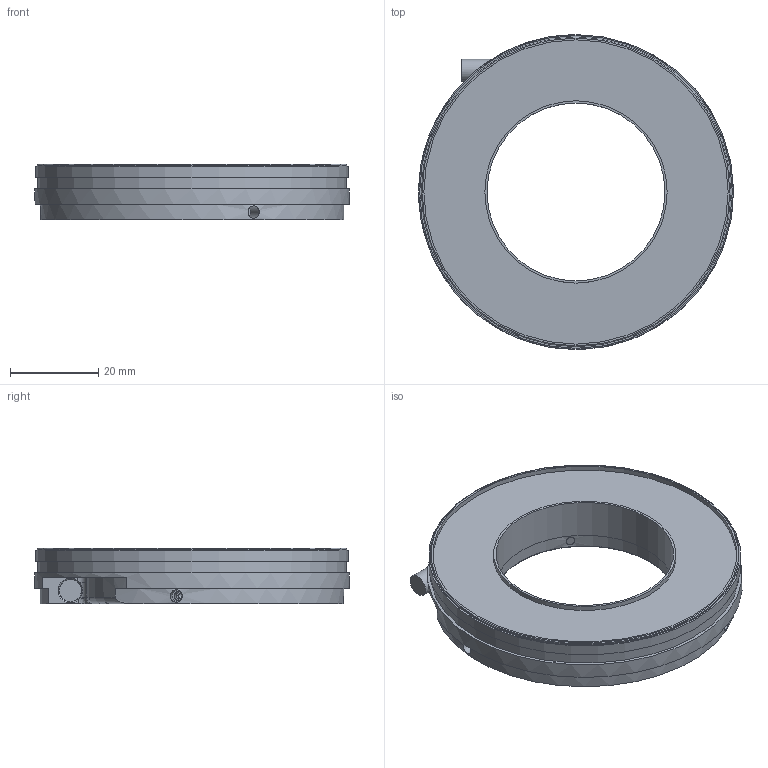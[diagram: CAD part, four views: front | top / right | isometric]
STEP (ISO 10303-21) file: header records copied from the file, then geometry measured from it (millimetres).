
FILE_DESCRIPTION(/* description */ ('>>BEZEICHNUNG<<'),/* implementation_level */ '2;1');
FILE_NAME(/* name */ 'vicolux_R-CLR-69x41.stp',/* time_stamp */ '2016-08-18T11:24:39+02:00',/* author */ ('REGENSPURG'),/* organization */ ('Vision & Control'),/* preprocessor_version */ 'ST-DEVELOPER v16.1',/* originating_system */ 'Autodesk Inventor 2016',/* authorisation */ '');
FILE_SCHEMA (('AUTOMOTIVE_DESIGN { 1 0 10303 214 3 1 1 }'));
Length unit declared in the file: millimetre
Products named in the file (1): vicolux_R-CLR-69x41
Bounding box: 71.5 x 71.5 x 12.6 mm (x, y, z)
Volume: 29310.6 mm3; surface area: 11158.4 mm2
Topology: 1 solids, 1 shells, 977 faces, 2585 edges, 1721 vertices
Faces by surface type: plane 582, bspline 345, cylinder 33, cone 14, torus 3
Full cylindrical faces by diameter (mm): 2.013 x6, 2.459 x4, 2.8 x3, 5 x1, 40.4 x1, 41.4 x2, 69.1 x1, 70.1 x1, 70.3 x1, 71 x1, 71.5 x1
Entity records: 35941 total; most frequent: CARTESIAN_POINT 13399, ORIENTED_EDGE 5056, DIRECTION 3109, EDGE_CURVE 2528, VERTEX_POINT 1701, LINE 1699, VECTOR 1699, EDGE_LOOP 1127
